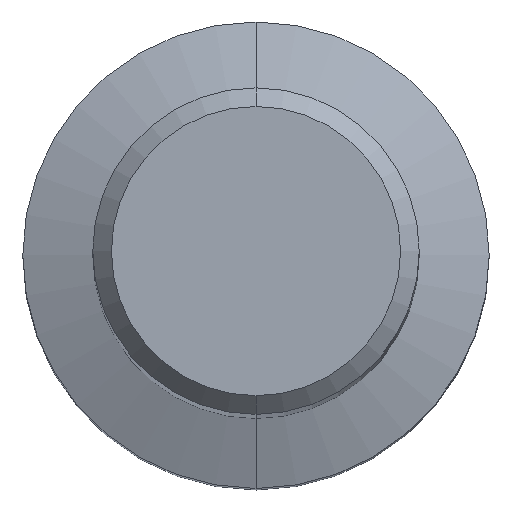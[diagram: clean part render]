
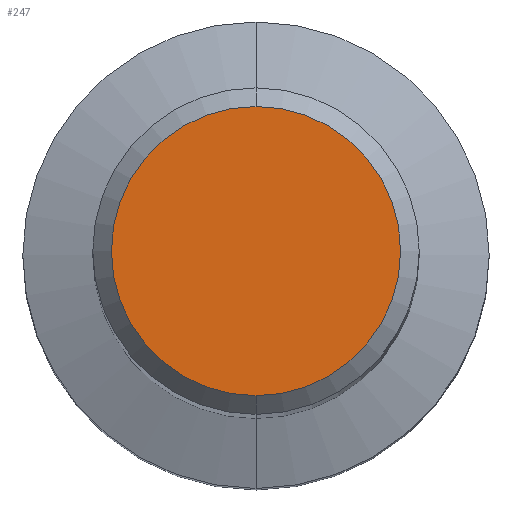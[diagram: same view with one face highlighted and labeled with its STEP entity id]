
A CAD part, top view. The second image highlights one B-rep face of the part: STEP entity #247.
In plain terms, the highlighted planar face has unit normal (0, 0, 1).
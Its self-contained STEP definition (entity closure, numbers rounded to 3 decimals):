
#213=EDGE_CURVE('',#277,#379,#569,.T.);
#247=ADVANCED_FACE('',(#608),#609,.T.);
#253=EDGE_CURVE('',#379,#277,#616,.T.);
#277=VERTEX_POINT('',#642);
#379=VERTEX_POINT('',#752);
#569=CIRCLE('',#996,3.1);
#608=FACE_OUTER_BOUND('',#1040,.T.);
#609=PLANE('',#1041);
#616=CIRCLE('',#1051,3.1);
#642=CARTESIAN_POINT('',(0.0,3.1,0.0));
#752=CARTESIAN_POINT('',(0.,-3.1,0.0));
#996=AXIS2_PLACEMENT_3D('',#1654,#1655,#1656);
#1040=EDGE_LOOP('',(#1700,#1701));
#1041=AXIS2_PLACEMENT_3D('',#1702,#1703,#1704);
#1051=AXIS2_PLACEMENT_3D('',#1714,#1715,#1716);
#1654=CARTESIAN_POINT('',(0.0,0.0,0.0));
#1655=DIRECTION('',(0.0,0.0,-1.0));
#1656=DIRECTION('',(0.0,1.0,0.0));
#1700=ORIENTED_EDGE('',*,*,#213,.F.);
#1701=ORIENTED_EDGE('',*,*,#253,.F.);
#1702=CARTESIAN_POINT('',(0.0,1.55,0.0));
#1703=DIRECTION('',(-0.0,0.0,1.0));
#1704=DIRECTION('',(0.0,-1.0,0.0));
#1714=CARTESIAN_POINT('',(0.0,0.0,0.0));
#1715=DIRECTION('',(0.0,0.0,-1.0));
#1716=DIRECTION('',(0.0,1.0,0.0));
